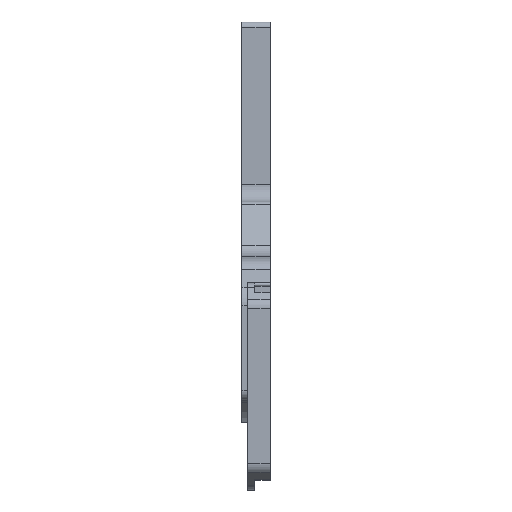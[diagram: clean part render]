
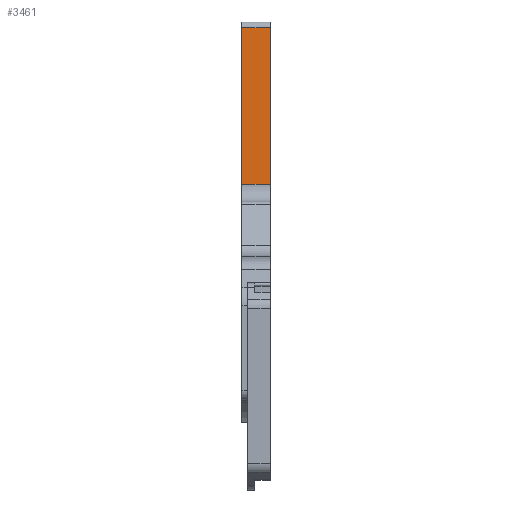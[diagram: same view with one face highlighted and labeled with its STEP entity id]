
A CAD part, left-side view. The second image highlights one B-rep face of the part: STEP entity #3461.
In plain terms, the highlighted planar face has unit normal (-1, 0, 0).
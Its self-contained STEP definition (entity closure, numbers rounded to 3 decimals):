
#46=PLANE('',#3653);
#138=FACE_OUTER_BOUND('',#324,.T.);
#324=EDGE_LOOP('',(#2303,#2304,#2305,#2306));
#534=LINE('',#5136,#876);
#535=LINE('',#5139,#877);
#536=LINE('',#5141,#878);
#537=LINE('',#5142,#879);
#876=VECTOR('',#4042,3.);
#877=VECTOR('',#4045,10.);
#878=VECTOR('',#4046,10.);
#879=VECTOR('',#4047,10.);
#1404=VERTEX_POINT('',#5129);
#1407=VERTEX_POINT('',#5134);
#1408=VERTEX_POINT('',#5138);
#1409=VERTEX_POINT('',#5140);
#1765=EDGE_CURVE('',#1407,#1404,#534,.T.);
#1766=EDGE_CURVE('',#1407,#1408,#535,.T.);
#1767=EDGE_CURVE('',#1409,#1408,#536,.T.);
#1768=EDGE_CURVE('',#1404,#1409,#537,.T.);
#2303=ORIENTED_EDGE('',*,*,#1765,.F.);
#2304=ORIENTED_EDGE('',*,*,#1766,.T.);
#2305=ORIENTED_EDGE('',*,*,#1767,.F.);
#2306=ORIENTED_EDGE('',*,*,#1768,.F.);
#3461=ADVANCED_FACE('',(#138),#46,.T.);
#3653=AXIS2_PLACEMENT_3D('',#5137,#4043,#4044);
#4042=DIRECTION('',(0.,1.,0.));
#4043=DIRECTION('center_axis',(-1.,0.,0.));
#4044=DIRECTION('ref_axis',(0.,0.,
1.));
#4045=DIRECTION('',(0.,0.,1.));
#4046=DIRECTION('',(0.,-1.,0.));
#4047=DIRECTION('',(0.,0.,1.));
#5129=CARTESIAN_POINT('',(-1.986,-5.2,74.359));
#5134=CARTESIAN_POINT('',(-1.986,-10.,74.359));
#5136=CARTESIAN_POINT('',(-1.986,-10.,74.359));
#5137=CARTESIAN_POINT('Origin',(-1.986,-10.,71.683));
#5138=CARTESIAN_POINT('',(-1.986,-10.,100.683));
#5139=CARTESIAN_POINT('',(-1.986,-10.,71.683));
#5140=CARTESIAN_POINT('',(-1.986,-5.2,100.683));
#5141=CARTESIAN_POINT('',(-1.986,-10.,100.683));
#5142=CARTESIAN_POINT('',(-1.986,-5.2,71.683));
